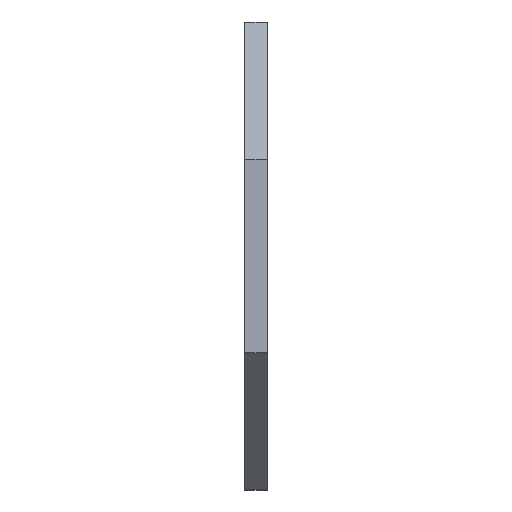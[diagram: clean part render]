
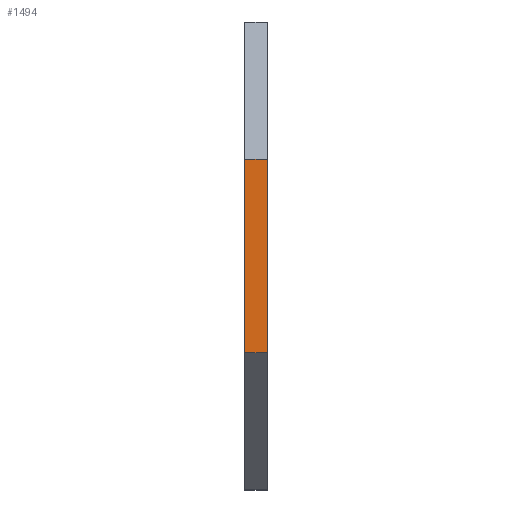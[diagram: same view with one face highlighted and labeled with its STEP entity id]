
A CAD part, left-side view. The second image highlights one B-rep face of the part: STEP entity #1494.
In plain terms, the highlighted planar face has unit normal (-1, 0, 0).
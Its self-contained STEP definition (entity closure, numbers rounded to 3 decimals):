
#150 = CARTESIAN_POINT ( 'NONE',  ( -31.65, 0.55, 13.11 ) ) ;
#165 = CARTESIAN_POINT ( 'NONE',  ( -31.65, 0.55, -13.11 ) ) ;
#170 = DIRECTION ( 'NONE',  ( 1., 0., 0. ) ) ;
#177 = FACE_OUTER_BOUND ( 'NONE', #787, .T. ) ;
#347 = LINE ( 'NONE', #828, #522 ) ;
#379 = ORIENTED_EDGE ( 'NONE', *, *, #675, .T. ) ;
#414 = DIRECTION ( 'NONE',  ( 0., -1., 0. ) ) ;
#433 = ORIENTED_EDGE ( 'NONE', *, *, #518, .F. ) ;
#494 = ORIENTED_EDGE ( 'NONE', *, *, #1277, .F. ) ;
#518 = EDGE_CURVE ( 'NONE', #1209, #1617, #545, .T. ) ;
#522 = VECTOR ( 'NONE', #1482, 1000. ) ;
#545 = LINE ( 'NONE', #1717, #1069 ) ;
#585 = LINE ( 'NONE', #1027, #1143 ) ;
#620 = VECTOR ( 'NONE', #913, 1000. ) ;
#657 = ORIENTED_EDGE ( 'NONE', *, *, #1314, .F. ) ;
#670 = CARTESIAN_POINT ( 'NONE',  ( -31.65, 0.55, 13.11 ) ) ;
#675 = EDGE_CURVE ( 'NONE', #841, #1617, #585, .T. ) ;
#787 = EDGE_LOOP ( 'NONE', ( #379, #433, #494, #657 ) ) ;
#828 = CARTESIAN_POINT ( 'NONE',  ( -31.65, 0.55, -13.11 ) ) ;
#841 = VERTEX_POINT ( 'NONE', #1259 ) ;
#905 = DIRECTION ( 'NONE',  ( 0., 0., -1. ) ) ;
#913 = DIRECTION ( 'NONE',  ( 0., -1., 0. ) ) ;
#935 = PLANE ( 'NONE',  #1450 ) ;
#1027 = CARTESIAN_POINT ( 'NONE',  ( -31.65, 0.55, -13.11 ) ) ;
#1054 = DIRECTION ( 'NONE',  ( 0., 0., -1. ) ) ;
#1069 = VECTOR ( 'NONE', #905, 1000. ) ;
#1143 = VECTOR ( 'NONE', #414, 1000. ) ;
#1209 = VERTEX_POINT ( 'NONE', #1233 ) ;
#1233 = CARTESIAN_POINT ( 'NONE',  ( -31.65, -2.498, 13.11 ) ) ;
#1259 = CARTESIAN_POINT ( 'NONE',  ( -31.65, 0.55, -13.11 ) ) ;
#1262 = LINE ( 'NONE', #150, #620 ) ;
#1277 = EDGE_CURVE ( 'NONE', #1418, #1209, #1262, .T. ) ;
#1314 = EDGE_CURVE ( 'NONE', #841, #1418, #347, .T. ) ;
#1418 = VERTEX_POINT ( 'NONE', #670 ) ;
#1450 = AXIS2_PLACEMENT_3D ( 'NONE', #165, #170, #1054 ) ;
#1482 = DIRECTION ( 'NONE',  ( 0., 0., 1. ) ) ;
#1494 = ADVANCED_FACE ( 'NONE', ( #177 ), #935, .F. ) ;
#1617 = VERTEX_POINT ( 'NONE', #1672 ) ;
#1672 = CARTESIAN_POINT ( 'NONE',  ( -31.65, -2.498, -13.11 ) ) ;
#1717 = CARTESIAN_POINT ( 'NONE',  ( -31.65, -2.498, 13.11 ) ) ;
